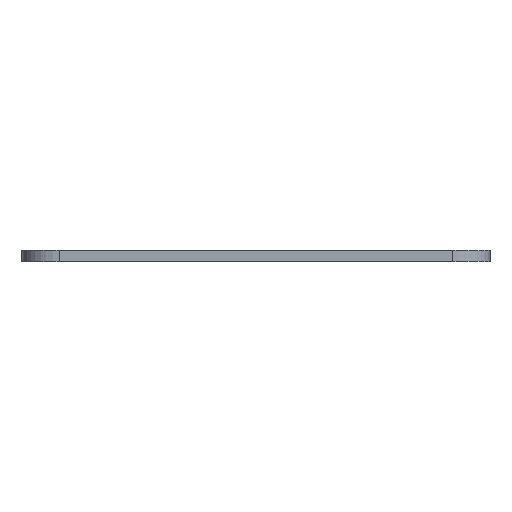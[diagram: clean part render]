
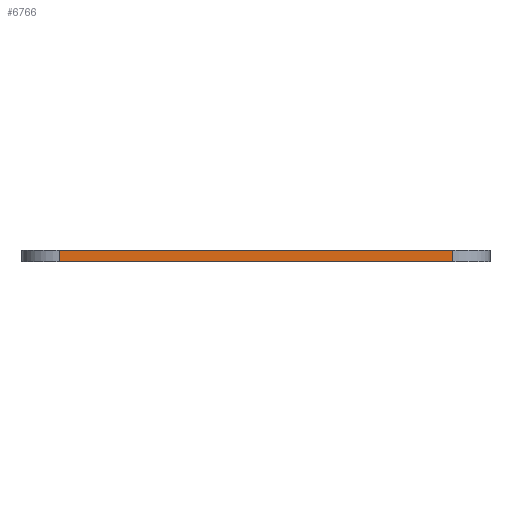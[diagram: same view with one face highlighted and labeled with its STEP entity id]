
A CAD part, front view. The second image highlights one B-rep face of the part: STEP entity #6766.
In plain terms, the highlighted planar face has unit normal (0, -1, 0).
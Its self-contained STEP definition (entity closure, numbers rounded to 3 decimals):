
#1051=FACE_OUTER_BOUND('',#1442,.T.);
#1442=EDGE_LOOP('',(#6095,#6096,#6097,#6098));
#1961=LINE('',#13223,#2518);
#1987=LINE('',#13329,#2544);
#1988=LINE('',#13332,#2545);
#1989=LINE('',#13333,#2546);
#2518=VECTOR('',#7709,10.);
#2544=VECTOR('',#7807,10.);
#2545=VECTOR('',#7810,10.);
#2546=VECTOR('',#7811,10.);
#3195=VERTEX_POINT('',#13220);
#3196=VERTEX_POINT('',#13222);
#3240=VERTEX_POINT('',#13327);
#3241=VERTEX_POINT('',#13331);
#4158=EDGE_CURVE('',#3195,#3196,#1961,.T.);
#4208=EDGE_CURVE('',#3196,#3240,#1987,.T.);
#4209=EDGE_CURVE('',#3241,#3195,#1988,.T.);
#4210=EDGE_CURVE('',#3240,#3241,#1989,.T.);
#6095=ORIENTED_EDGE('',*,*,#4208,.F.);
#6096=ORIENTED_EDGE('',*,*,#4158,.F.);
#6097=ORIENTED_EDGE('',*,*,#4209,.F.);
#6098=ORIENTED_EDGE('',*,*,#4210,.F.);
#6426=PLANE('',#6965);
#6766=ADVANCED_FACE('',(#1051),#6426,.T.);
#6965=AXIS2_PLACEMENT_3D('',#13330,#7808,#7809);
#7709=DIRECTION('',(-1.,0.,0.));
#7807=DIRECTION('',(0.,0.,1.));
#7808=DIRECTION('center_axis',(0.,-1.,0.));
#7809=DIRECTION('ref_axis',(1.,0.,0.));
#7810=DIRECTION('',(0.,0.,-1.));
#7811=DIRECTION('',(1.,0.,0.));
#13220=CARTESIAN_POINT('',(46.48,-49.139,0.));
#13222=CARTESIAN_POINT('',(-6.42,-49.139,0.));
#13223=CARTESIAN_POINT('',(51.48,-49.139,0.));
#13327=CARTESIAN_POINT('',(-6.42,-49.139,1.5));
#13329=CARTESIAN_POINT('',(-6.42,-49.139,0.));
#13330=CARTESIAN_POINT('Origin',(-11.42,-49.139,0.));
#13331=CARTESIAN_POINT('',(46.48,-49.139,1.5));
#13332=CARTESIAN_POINT('',(46.48,-49.139,0.));
#13333=CARTESIAN_POINT('',(51.48,-49.139,1.5));
